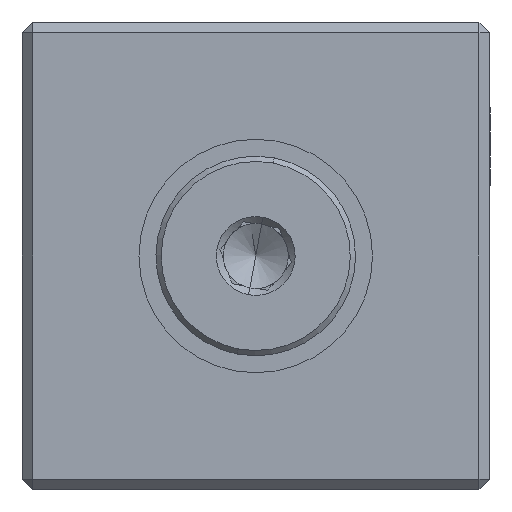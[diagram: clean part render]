
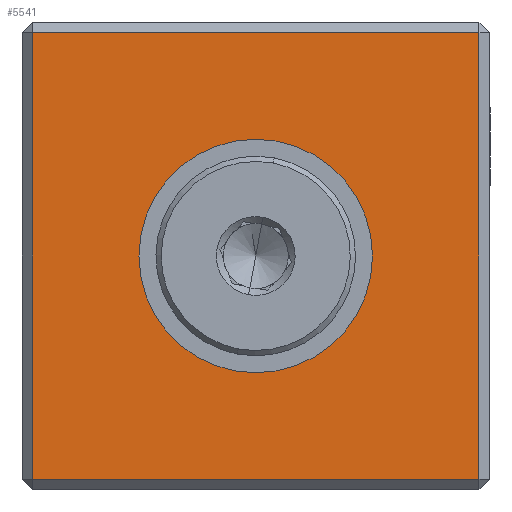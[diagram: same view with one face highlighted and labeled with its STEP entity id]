
A CAD part, left-side view. The second image highlights one B-rep face of the part: STEP entity #5541.
In plain terms, the highlighted planar face has unit normal (-1, 0, 0).
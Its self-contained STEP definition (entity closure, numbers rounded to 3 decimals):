
#838 = VECTOR ( 'NONE', #23480, 1000. ) ;
#1173 = PLANE ( 'NONE',  #23525 ) ;
#1606 = LINE ( 'NONE', #11069, #838 ) ;
#1777 = ORIENTED_EDGE ( 'NONE', *, *, #29441, .T. ) ;
#1875 = VERTEX_POINT ( 'NONE', #2242 ) ;
#2242 = CARTESIAN_POINT ( 'NONE',  ( -28.6, 43.5, -21.3 ) ) ;
#3581 = DIRECTION ( 'NONE',  ( 0., 1., 0. ) ) ;
#5087 = ORIENTED_EDGE ( 'NONE', *, *, #15964, .T. ) ;
#5339 = LINE ( 'NONE', #28959, #22896 ) ;
#5541 = ADVANCED_FACE ( 'NONE', ( #13033, #15679 ), #1173, .F. ) ;
#6209 = CARTESIAN_POINT ( 'NONE',  ( -28.6, 1., -21.3 ) ) ;
#6541 = CIRCLE ( 'NONE', #11873, 11.115 ) ;
#6679 = CIRCLE ( 'NONE', #29674, 11.115 ) ;
#6721 = DIRECTION ( 'NONE',  ( 0., -1., 0. ) ) ;
#8029 = LINE ( 'NONE', #19682, #15647 ) ;
#9187 = CARTESIAN_POINT ( 'NONE',  ( -28.6, 22.25, 11.065 ) ) ;
#10117 = DIRECTION ( 'NONE',  ( -1., 0., 0. ) ) ;
#10248 = VERTEX_POINT ( 'NONE', #6209 ) ;
#11069 = CARTESIAN_POINT ( 'NONE',  ( -28.6, 43.5, -22.3 ) ) ;
#11232 = VERTEX_POINT ( 'NONE', #9187 ) ;
#11320 = ORIENTED_EDGE ( 'NONE', *, *, #25661, .F. ) ;
#11745 = ORIENTED_EDGE ( 'NONE', *, *, #14358, .T. ) ;
#11873 = AXIS2_PLACEMENT_3D ( 'NONE', #30009, #10117, #17500 ) ;
#13033 = FACE_BOUND ( 'NONE', #28354, .T. ) ;
#14358 = EDGE_CURVE ( 'NONE', #21356, #19718, #31033, .T. ) ;
#15647 = VECTOR ( 'NONE', #22157, 1000. ) ;
#15679 = FACE_OUTER_BOUND ( 'NONE', #30362, .T. ) ;
#15874 = DIRECTION ( 'NONE',  ( 0., 0., -1. ) ) ;
#15964 = EDGE_CURVE ( 'NONE', #10248, #21356, #8029, .T. ) ;
#17500 = DIRECTION ( 'NONE',  ( 0., 0., 1. ) ) ;
#19682 = CARTESIAN_POINT ( 'NONE',  ( -28.6, 1., -22.3 ) ) ;
#19718 = VERTEX_POINT ( 'NONE', #25721 ) ;
#19926 = ORIENTED_EDGE ( 'NONE', *, *, #23146, .F. ) ;
#20276 = CARTESIAN_POINT ( 'NONE',  ( -28.6, 44.5, -22.3 ) ) ;
#21237 = CARTESIAN_POINT ( 'NONE',  ( -28.6, 22.25, -11.165 ) ) ;
#21356 = VERTEX_POINT ( 'NONE', #21693 ) ;
#21693 = CARTESIAN_POINT ( 'NONE',  ( -28.6, 1., 21.2 ) ) ;
#21940 = ORIENTED_EDGE ( 'NONE', *, *, #25976, .T. ) ;
#22157 = DIRECTION ( 'NONE',  ( 0., 0., 1. ) ) ;
#22736 = DIRECTION ( 'NONE',  ( 1., 0., 0. ) ) ;
#22896 = VECTOR ( 'NONE', #6721, 1000. ) ;
#23146 = EDGE_CURVE ( 'NONE', #11232, #31317, #6679, .T. ) ;
#23220 = CARTESIAN_POINT ( 'NONE',  ( -28.6, 22.25, -0.05 ) ) ;
#23480 = DIRECTION ( 'NONE',  ( 0., 0., -1. ) ) ;
#23525 = AXIS2_PLACEMENT_3D ( 'NONE', #20276, #22736, #15874 ) ;
#24537 = VECTOR ( 'NONE', #3581, 1000. ) ;
#25661 = EDGE_CURVE ( 'NONE', #31317, #11232, #6541, .T. ) ;
#25721 = CARTESIAN_POINT ( 'NONE',  ( -28.6, 43.5, 21.2 ) ) ;
#25976 = EDGE_CURVE ( 'NONE', #19718, #1875, #1606, .T. ) ;
#28134 = DIRECTION ( 'NONE',  ( -1., 0., 0. ) ) ;
#28354 = EDGE_LOOP ( 'NONE', ( #19926, #11320 ) ) ;
#28959 = CARTESIAN_POINT ( 'NONE',  ( -28.6, 44.5, -21.3 ) ) ;
#29441 = EDGE_CURVE ( 'NONE', #1875, #10248, #5339, .T. ) ;
#29674 = AXIS2_PLACEMENT_3D ( 'NONE', #23220, #28134, #30794 ) ;
#30009 = CARTESIAN_POINT ( 'NONE',  ( -28.6, 22.25, -0.05 ) ) ;
#30362 = EDGE_LOOP ( 'NONE', ( #21940, #1777, #5087, #11745 ) ) ;
#30398 = CARTESIAN_POINT ( 'NONE',  ( -28.6, 44.5, 21.2 ) ) ;
#30794 = DIRECTION ( 'NONE',  ( 0., 0., 1. ) ) ;
#31033 = LINE ( 'NONE', #30398, #24537 ) ;
#31317 = VERTEX_POINT ( 'NONE', #21237 ) ;
